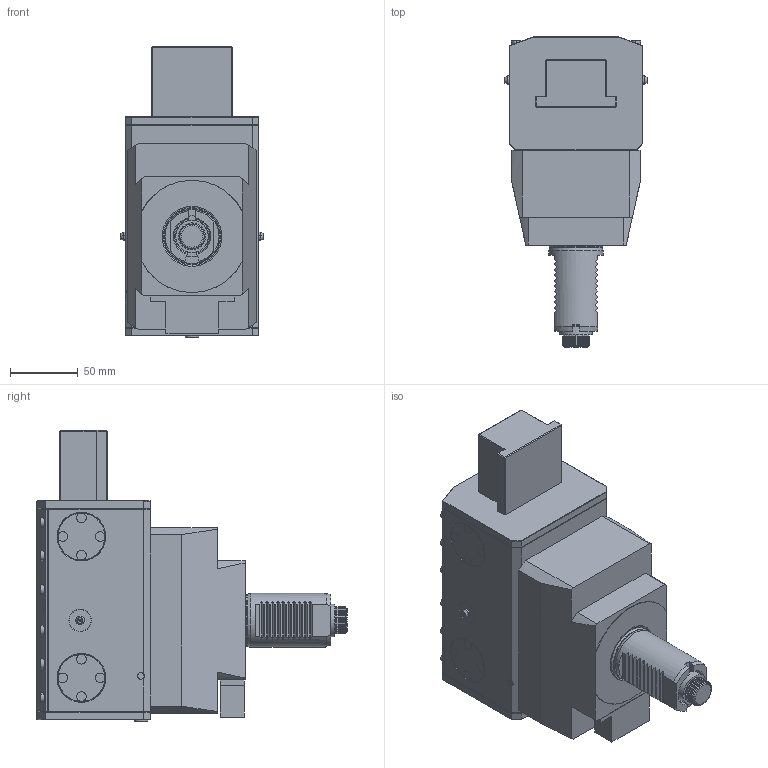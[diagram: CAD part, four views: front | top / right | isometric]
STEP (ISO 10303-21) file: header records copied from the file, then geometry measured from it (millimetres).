
FILE_DESCRIPTION (( 'STEP AP214' ), '1' );
FILE_NAME ('RRPSTRH40331US350.STEP', '2026-01-28T08:07:58', ( '' ), ( '' ), 'SwSTEP 2.0', 'SolidWorks 2023', '' );
FILE_SCHEMA (( 'AUTOMOTIVE_DESIGN' ));
Length unit declared in the file: millimetre
Products named in the file (1): RRPSTRH40331US350
Bounding box: 105.6 x 229.5 x 215.33 mm (x, y, z)
Volume: 2268490.8 mm3; surface area: 136389.7 mm2
Topology: 1 solids, 1 shells, 963 faces, 2463 edges, 1572 vertices
Faces by surface type: plane 608, cylinder 150, bspline 134, cone 36, torus 31, sphere 4
Full cylindrical faces by diameter (mm): 1.7 x1, 2.1 x1, 6.366 x1, 23.9 x1, 24.145 x1, 30.4 x1, 38.7 x1, 40 x1
Entity records: 40031 total; most frequent: CARTESIAN_POINT 14088, ORIENTED_EDGE 4872, DIRECTION 3955, EDGE_CURVE 2436, VERTEX_POINT 1563, LINE 1495, VECTOR 1495, AXIS2_PLACEMENT_3D 1230
